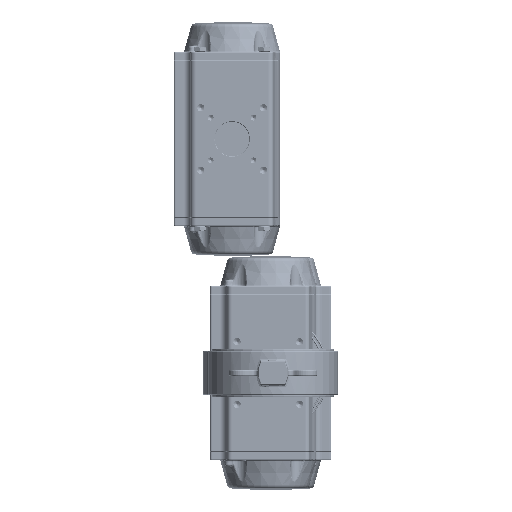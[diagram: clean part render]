
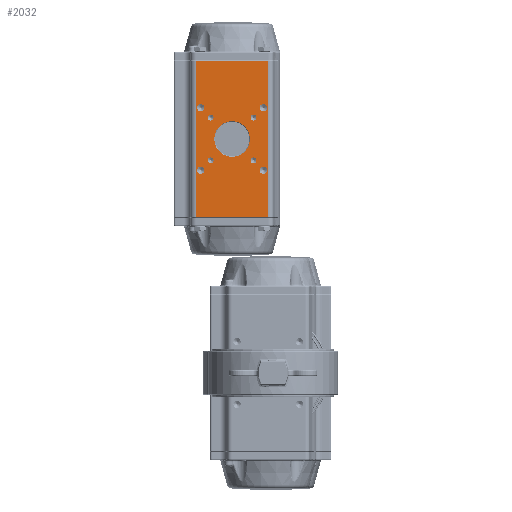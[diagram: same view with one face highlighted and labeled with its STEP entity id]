
A CAD part, front view. The second image highlights one B-rep face of the part: STEP entity #2032.
In plain terms, the highlighted planar face has unit normal (0, -1, 0).
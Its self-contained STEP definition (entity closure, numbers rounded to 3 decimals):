
#2032 = ADVANCED_FACE( 'NONE', ( #5482, #5483, #5484, #5485, #5486, #5487, #5488, #5489, #5490, #5491 ), #5492, .F. );
#5482 = FACE_OUTER_BOUND( '', #11414, .T. );
#5483 = FACE_BOUND( '', #11415, .T. );
#5484 = FACE_BOUND( '', #11416, .T. );
#5485 = FACE_BOUND( '', #11417, .T. );
#5486 = FACE_BOUND( '', #11418, .T. );
#5487 = FACE_BOUND( '', #11419, .T. );
#5488 = FACE_BOUND( '', #11420, .T. );
#5489 = FACE_BOUND( '', #11421, .T. );
#5490 = FACE_BOUND( '', #11422, .T. );
#5491 = FACE_BOUND( '', #11423, .T. );
#5492 = PLANE( '', #11424 );
#11414 = EDGE_LOOP( '', ( #23852, #23853, #23854, #23855 ) );
#11415 = EDGE_LOOP( '', ( #23856 ) );
#11416 = EDGE_LOOP( '', ( #23857 ) );
#11417 = EDGE_LOOP( '', ( #23858 ) );
#11418 = EDGE_LOOP( '', ( #23859 ) );
#11419 = EDGE_LOOP( '', ( #23860 ) );
#11420 = EDGE_LOOP( '', ( #23861 ) );
#11421 = EDGE_LOOP( '', ( #23862 ) );
#11422 = EDGE_LOOP( '', ( #23863 ) );
#11423 = EDGE_LOOP( '', ( #23864 ) );
#11424 = AXIS2_PLACEMENT_3D( '', #23865, #23866, #23867 );
#23852 = ORIENTED_EDGE( '', *, *, #37758, .T. );
#23853 = ORIENTED_EDGE( '', *, *, #37759, .T. );
#23854 = ORIENTED_EDGE( '', *, *, #37760, .F. );
#23855 = ORIENTED_EDGE( '', *, *, #37411, .T. );
#23856 = ORIENTED_EDGE( '', *, *, #37585, .T. );
#23857 = ORIENTED_EDGE( '', *, *, #37761, .F. );
#23858 = ORIENTED_EDGE( '', *, *, #37762, .F. );
#23859 = ORIENTED_EDGE( '', *, *, #37763, .F. );
#23860 = ORIENTED_EDGE( '', *, *, #37670, .F. );
#23861 = ORIENTED_EDGE( '', *, *, #37764, .F. );
#23862 = ORIENTED_EDGE( '', *, *, #37765, .F. );
#23863 = ORIENTED_EDGE( '', *, *, #37766, .F. );
#23864 = ORIENTED_EDGE( '', *, *, #37767, .F. );
#23865 = CARTESIAN_POINT( '', ( -42., -64., 91. ) );
#23866 = DIRECTION( '', ( 0., 1., 0. ) );
#23867 = DIRECTION( '', ( 1., 0., 0. ) );
#37411 = EDGE_CURVE( 'NONE', #43077, #43082, #43084, .T. );
#37585 = EDGE_CURVE( 'NONE', #43385, #43385, #43386, .T. );
#37670 = EDGE_CURVE( 'NONE', #43528, #43528, #43529, .T. );
#37758 = EDGE_CURVE( 'NONE', #43082, #43684, #43685, .T. );
#37759 = EDGE_CURVE( 'NONE', #43684, #43686, #43687, .T. );
#37760 = EDGE_CURVE( 'NONE', #43077, #43686, #43688, .T. );
#37761 = EDGE_CURVE( 'NONE', #43689, #43689, #43690, .T. );
#37762 = EDGE_CURVE( 'NONE', #43691, #43691, #43692, .T. );
#37763 = EDGE_CURVE( 'NONE', #43693, #43693, #43694, .T. );
#37764 = EDGE_CURVE( 'NONE', #43695, #43695, #43696, .T. );
#37765 = EDGE_CURVE( 'NONE', #43697, #43697, #43698, .T. );
#37766 = EDGE_CURVE( 'NONE', #43699, #43699, #43700, .T. );
#37767 = EDGE_CURVE( 'NONE', #43701, #43701, #43702, .T. );
#43077 = VERTEX_POINT( 'NONE', #52083 );
#43082 = VERTEX_POINT( 'NONE', #52090 );
#43084 = LINE( '', #52093, #52094 );
#43385 = VERTEX_POINT( '', #52851 );
#43386 = CIRCLE( '', #52852, 20.5 );
#43528 = VERTEX_POINT( '', #53236 );
#43529 = CIRCLE( '', #53237, 4.25 );
#43684 = VERTEX_POINT( 'NONE', #53516 );
#43685 = LINE( '', #53517, #53518 );
#43686 = VERTEX_POINT( 'NONE', #53519 );
#43687 = LINE( '', #53520, #53521 );
#43688 = LINE( '', #53522, #53523 );
#43689 = VERTEX_POINT( '', #53524 );
#43690 = CIRCLE( '', #53525, 4.25 );
#43691 = VERTEX_POINT( '', #53526 );
#43692 = CIRCLE( '', #53527, 4.25 );
#43693 = VERTEX_POINT( '', #53528 );
#43694 = CIRCLE( '', #53529, 4.25 );
#43695 = VERTEX_POINT( '', #53530 );
#43696 = CIRCLE( '', #53531, 3.4 );
#43697 = VERTEX_POINT( '', #53532 );
#43698 = CIRCLE( '', #53533, 3.4 );
#43699 = VERTEX_POINT( '', #53534 );
#43700 = CIRCLE( '', #53535, 3.4 );
#43701 = VERTEX_POINT( '', #53536 );
#43702 = CIRCLE( '', #53537, 3.4 );
#52083 = CARTESIAN_POINT( '', ( 42., -64., 90.5 ) );
#52090 = CARTESIAN_POINT( '', ( -42., -64., 90.5 ) );
#52093 = CARTESIAN_POINT( '', ( -42., -64., 90.5 ) );
#52094 = VECTOR( '', #69760, 1000. );
#52851 = CARTESIAN_POINT( '', ( 0., -64., 20.5 ) );
#52852 = AXIS2_PLACEMENT_3D( '', #69949, #69950, #69951 );
#53236 = CARTESIAN_POINT( '', ( 36.062, -64., 31.812 ) );
#53237 = AXIS2_PLACEMENT_3D( '', #70035, #70036, #70037 );
#53516 = CARTESIAN_POINT( '', ( -42., -64., -90.5 ) );
#53517 = CARTESIAN_POINT( '', ( -42., -64., 91. ) );
#53518 = VECTOR( '', #70187, 1000. );
#53519 = CARTESIAN_POINT( '', ( 42., -64., -90.5 ) );
#53520 = CARTESIAN_POINT( '', ( -42., -64., -90.5 ) );
#53521 = VECTOR( '', #70188, 1000. );
#53522 = CARTESIAN_POINT( '', ( 42., -64., 91. ) );
#53523 = VECTOR( '', #70189, 1000. );
#53524 = CARTESIAN_POINT( '', ( -36.062, -64., 31.812 ) );
#53525 = AXIS2_PLACEMENT_3D( '', #70190, #70191, #70192 );
#53526 = CARTESIAN_POINT( '', ( -36.062, -64., -40.312 ) );
#53527 = AXIS2_PLACEMENT_3D( '', #70193, #70194, #70195 );
#53528 = CARTESIAN_POINT( '', ( 36.062, -64., -40.312 ) );
#53529 = AXIS2_PLACEMENT_3D( '', #70196, #70197, #70198 );
#53530 = CARTESIAN_POINT( '', ( -24.749, -64., 21.349 ) );
#53531 = AXIS2_PLACEMENT_3D( '', #70199, #70200, #70201 );
#53532 = CARTESIAN_POINT( '', ( -24.749, -64., -28.149 ) );
#53533 = AXIS2_PLACEMENT_3D( '', #70202, #70203, #70204 );
#53534 = CARTESIAN_POINT( '', ( 24.749, -64., -28.149 ) );
#53535 = AXIS2_PLACEMENT_3D( '', #70205, #70206, #70207 );
#53536 = CARTESIAN_POINT( '', ( 24.749, -64., 21.349 ) );
#53537 = AXIS2_PLACEMENT_3D( '', #70208, #70209, #70210 );
#69760 = DIRECTION( '', ( -1., 0., 0. ) );
#69949 = CARTESIAN_POINT( '', ( 0., -64., 0. ) );
#69950 = DIRECTION( '', ( 0., 1., 0. ) );
#69951 = DIRECTION( '', ( 0., 0., 1. ) );
#70035 = CARTESIAN_POINT( '', ( 36.062, -64., 36.062 ) );
#70036 = DIRECTION( '', ( 0., -1., 0. ) );
#70037 = DIRECTION( '', ( 0., 0., -1. ) );
#70187 = DIRECTION( '', ( 0., 0., -1. ) );
#70188 = DIRECTION( '', ( 1., 0., 0. ) );
#70189 = DIRECTION( '', ( 0., 0., -1. ) );
#70190 = CARTESIAN_POINT( '', ( -36.062, -64., 36.062 ) );
#70191 = DIRECTION( '', ( 0., -1., 0. ) );
#70192 = DIRECTION( '', ( 0., 0., -1. ) );
#70193 = CARTESIAN_POINT( '', ( -36.062, -64., -36.062 ) );
#70194 = DIRECTION( '', ( 0., -1., 0. ) );
#70195 = DIRECTION( '', ( 0., 0., -1. ) );
#70196 = CARTESIAN_POINT( '', ( 36.062, -64., -36.062 ) );
#70197 = DIRECTION( '', ( 0., -1., 0. ) );
#70198 = DIRECTION( '', ( 0., 0., -1. ) );
#70199 = CARTESIAN_POINT( '', ( -24.749, -64., 24.749 ) );
#70200 = DIRECTION( '', ( 0., -1., 0. ) );
#70201 = DIRECTION( '', ( 0., 0., -1. ) );
#70202 = CARTESIAN_POINT( '', ( -24.749, -64., -24.749 ) );
#70203 = DIRECTION( '', ( 0., -1., 0. ) );
#70204 = DIRECTION( '', ( 0., 0., -1. ) );
#70205 = CARTESIAN_POINT( '', ( 24.749, -64., -24.749 ) );
#70206 = DIRECTION( '', ( 0., -1., 0. ) );
#70207 = DIRECTION( '', ( 0., 0., -1. ) );
#70208 = CARTESIAN_POINT( '', ( 24.749, -64., 24.749 ) );
#70209 = DIRECTION( '', ( 0., -1., 0. ) );
#70210 = DIRECTION( '', ( 0., 0., -1. ) );
